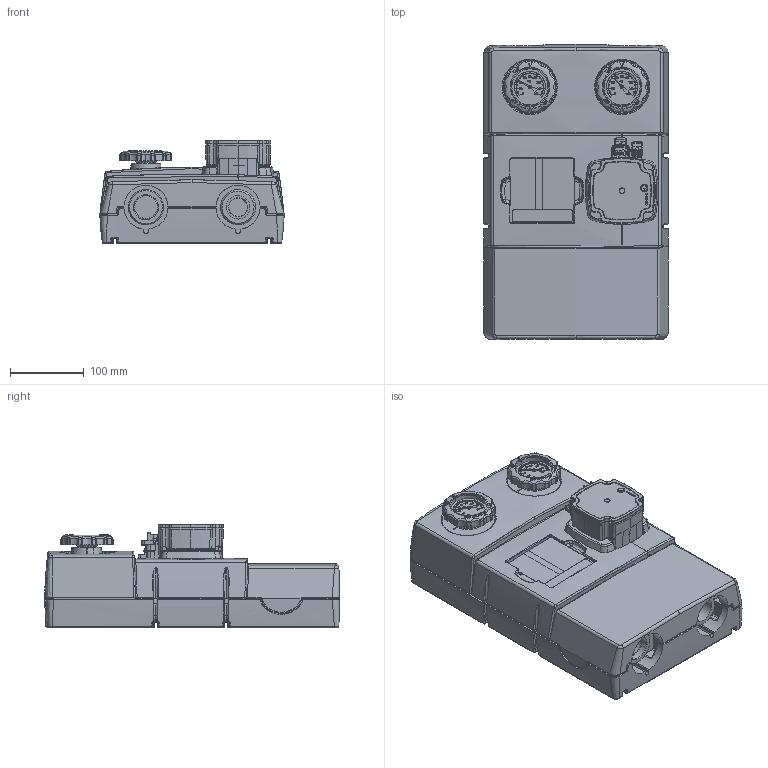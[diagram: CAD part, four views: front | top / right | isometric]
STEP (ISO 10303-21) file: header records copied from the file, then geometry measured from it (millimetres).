
FILE_DESCRIPTION(('CATIA V5 STEP Exchange'),'2;1');
FILE_NAME('61000300 GDA112 DN25.stp','2016-01-12T13:44:06+00:00',('none'),('none'),'CATIA Version 5 Release 20 SP 6 (IN-10)','CATIA V5 STEP AP214','none');
FILE_SCHEMA(('AUTOMOTIVE_DESIGN { 1 0 10303 214 1 1 1 1 }'));
Length unit declared in the file: millimetre
Products named in the file (1): GRA111_AllCATPart
Bounding box: 250 x 400.18 x 140.85 mm (x, y, z)
Volume: 8806209.6 mm3; surface area: 537047.2 mm2
Topology: 1 solids, 37 shells, 5920 faces, 15223 edges, 9560 vertices
Faces by surface type: plane 2383, bspline 1157, cylinder 1145, cone 446, torus 371, extrusion 230, sphere 188
Entity records: 270104 total; most frequent: CARTESIAN_POINT 126940, ORIENTED_EDGE 30166, DIRECTION 17237, EDGE_CURVE 15083, VERTEX_POINT 9555, VECTOR 6776, AXIS2_PLACEMENT_3D 6601, LINE 6546
